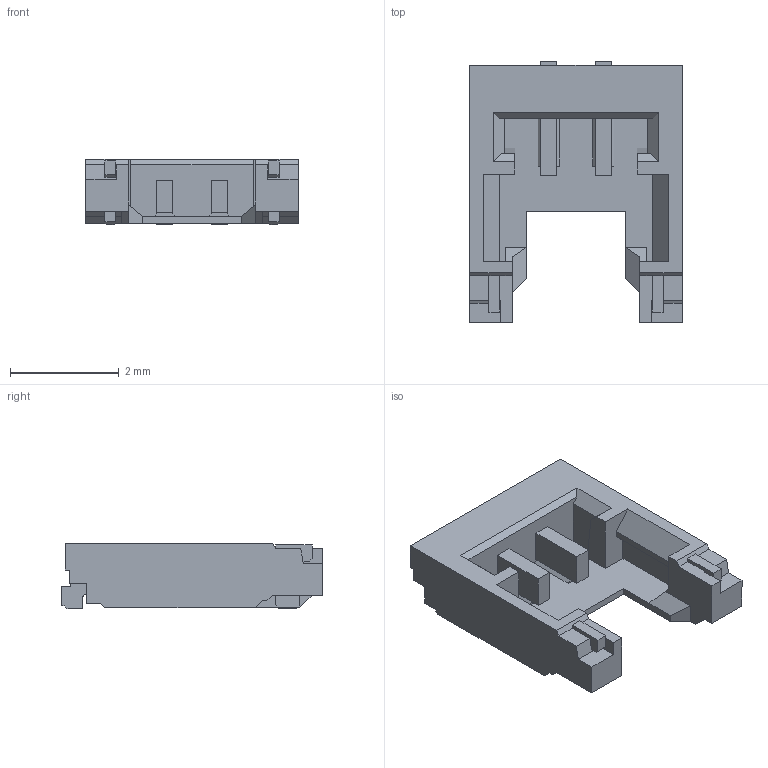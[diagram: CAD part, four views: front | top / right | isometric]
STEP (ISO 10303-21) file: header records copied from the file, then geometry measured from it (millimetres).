
FILE_DESCRIPTION(/* description */ (''),/* implementation_level */ '2;1');
FILE_NAME(/* name */ '2121340002wbm000_01_214.stp',/* time_stamp */ '2023-10-10T14:19:08+06:00',/* author */ (''),/* organization */ (''),/* preprocessor_version */ 'ST-DEVELOPER v16.7',/* originating_system */ 'SIEMENS PLM Software NX 1919',/* authorisation */ '');
FILE_SCHEMA (('AUTOMOTIVE_DESIGN { 1 0 10303 214 3 1 1 1 }'));
Length unit declared in the file: millimetre
Products named in the file (1): 2121340002wbm000_01
Bounding box: 3.9 x 4.79 x 1.2 mm (x, y, z)
Volume: 9.8 mm3; surface area: 63.4 mm2
Topology: 1 solids, 1 shells, 143 faces, 411 edges, 272 vertices
Faces by surface type: plane 141, cylinder 2
Entity records: 4605 total; most frequent: CARTESIAN_POINT 827, ORIENTED_EDGE 822, DIRECTION 703, EDGE_CURVE 411, LINE 407, VECTOR 407, VERTEX_POINT 272, AXIS2_PLACEMENT_3D 148
